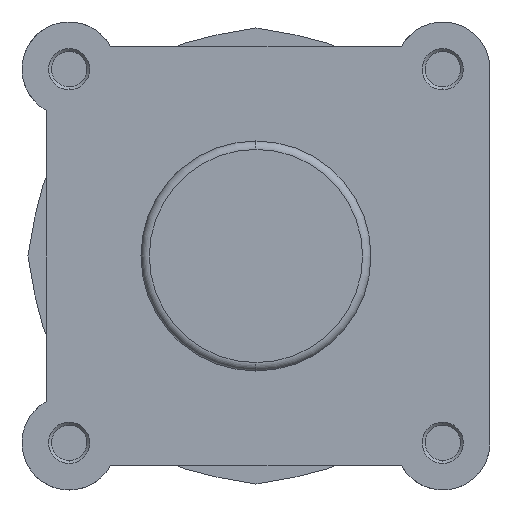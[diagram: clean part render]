
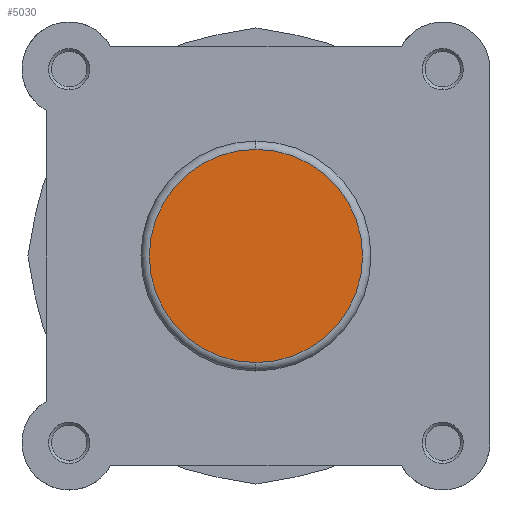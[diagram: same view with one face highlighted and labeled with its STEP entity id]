
A CAD part, left-side view. The second image highlights one B-rep face of the part: STEP entity #5030.
In plain terms, the highlighted planar face has unit normal (-1, 0, 0).
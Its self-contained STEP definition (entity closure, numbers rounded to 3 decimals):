
#147 = VERTEX_POINT ( 'NONE', #417 ) ;
#149 = VERTEX_POINT ( 'NONE', #324 ) ;
#324 = CARTESIAN_POINT ( 'NONE',  ( 0., 0., 25.4 ) ) ;
#417 = CARTESIAN_POINT ( 'NONE',  ( 0., 0., -25.4 ) ) ;
#551 = EDGE_LOOP ( 'NONE', ( #1016, #1017 ) ) ;
#1016 = ORIENTED_EDGE ( 'NONE', *, *, #5406, .T. ) ;
#1017 = ORIENTED_EDGE ( 'NONE', *, *, #5340, .T. ) ;
#1301 = FACE_OUTER_BOUND ( 'NONE', #551, .T. ) ;
#2235 = CARTESIAN_POINT ( 'NONE',  ( 0., 0., 0. ) ) ;
#2236 = PLANE ( 'NONE',  #5694 ) ;
#2237 = DIRECTION ( 'NONE',  ( 1., 0., 0. ) ) ;
#2239 = DIRECTION ( 'NONE',  ( 0., 0., -1. ) ) ;
#3167 = CIRCLE ( 'NONE', #5927, 25.4 ) ;
#3259 = CIRCLE ( 'NONE', #5965, 25.4 ) ;
#3685 = CARTESIAN_POINT ( 'NONE',  ( 0., 0., 0. ) ) ;
#3686 = DIRECTION ( 'NONE',  ( -1., 0., 0. ) ) ;
#3687 = DIRECTION ( 'NONE',  ( 0., 0., -1. ) ) ;
#3850 = CARTESIAN_POINT ( 'NONE',  ( 0., 0., 0. ) ) ;
#3857 = DIRECTION ( 'NONE',  ( -1., 0., 0. ) ) ;
#3858 = DIRECTION ( 'NONE',  ( 0., 0., -1. ) ) ;
#5030 = ADVANCED_FACE ( 'NONE', ( #1301 ), #2236, .F. ) ;
#5340 = EDGE_CURVE ( 'NONE', #149, #147, #3167, .T. ) ;
#5406 = EDGE_CURVE ( 'NONE', #147, #149, #3259, .T. ) ;
#5694 = AXIS2_PLACEMENT_3D ( 'NONE', #2235, #2237, #2239 ) ;
#5927 = AXIS2_PLACEMENT_3D ( 'NONE', #3685, #3686, #3687 ) ;
#5965 = AXIS2_PLACEMENT_3D ( 'NONE', #3850, #3857, #3858 ) ;
